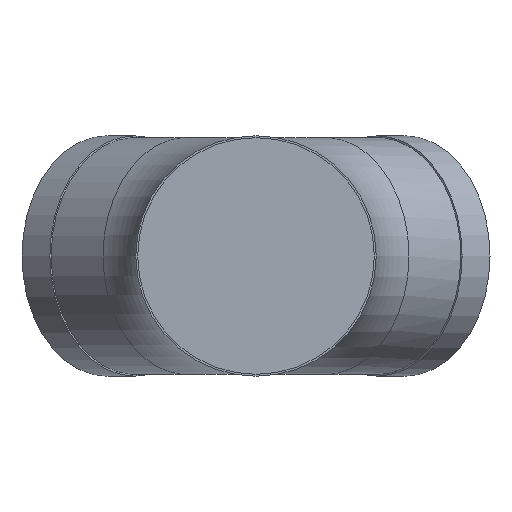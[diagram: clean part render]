
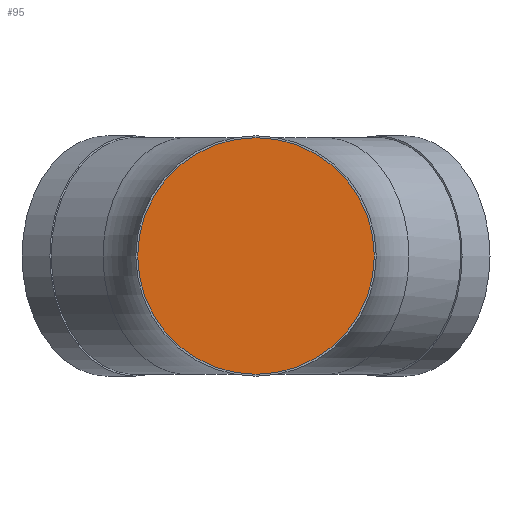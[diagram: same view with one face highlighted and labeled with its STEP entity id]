
A CAD part, front view. The second image highlights one B-rep face of the part: STEP entity #95.
In plain terms, the highlighted planar face has unit normal (0, -1, 0).
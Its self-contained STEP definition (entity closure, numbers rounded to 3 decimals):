
#95 = ADVANCED_FACE( '', ( #197 ), #198, .T. );
#197 = FACE_OUTER_BOUND( '', #301, .T. );
#198 = PLANE( '', #302 );
#301 = EDGE_LOOP( '', ( #424 ) );
#302 = AXIS2_PLACEMENT_3D( '', #425, #426, #427 );
#424 = ORIENTED_EDGE( '', *, *, #526, .T. );
#425 = CARTESIAN_POINT( '', ( 0., 50., 0. ) );
#426 = DIRECTION( '', ( 0., -1., 0. ) );
#427 = DIRECTION( '', ( 0., 0., -1. ) );
#526 = EDGE_CURVE( '', #595, #595, #596, .T. );
#595 = VERTEX_POINT( '', #673 );
#596 = CIRCLE( '', #674, 157.5 );
#673 = CARTESIAN_POINT( '', ( 0., 50., -157.5 ) );
#674 = AXIS2_PLACEMENT_3D( '', #907, #908, #909 );
#907 = CARTESIAN_POINT( '', ( 0., 50., 0. ) );
#908 = DIRECTION( '', ( 0., -1., 0. ) );
#909 = DIRECTION( '', ( 0., 0., -1. ) );
